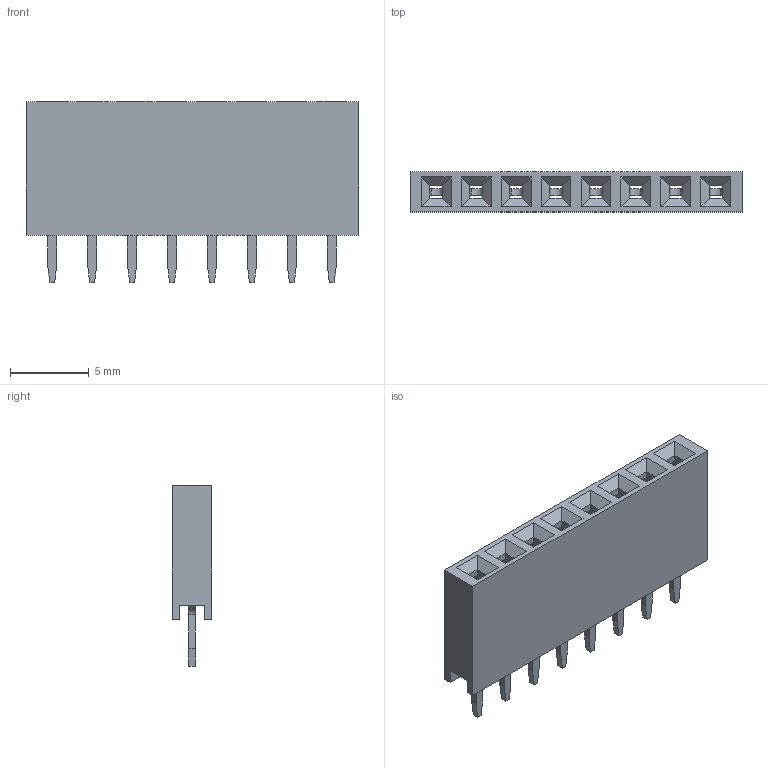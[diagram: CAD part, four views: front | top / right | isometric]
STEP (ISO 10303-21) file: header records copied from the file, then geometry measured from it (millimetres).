
FILE_DESCRIPTION(('STEP AP214'), '1');
FILE_NAME('DS1023-1x5SF11', '2017-07-15T12:29:06', ('Nobody'), (''), 'ASCON STEP Converter 1.3', 'ASCON Math Kernel', '');
FILE_SCHEMA(('AUTOMOTIVE_DESIGN { 1 0 10303 214 3 1 1}'));
Length unit declared in the file: millimetre
Assembly tree (9 placements, depth 2):
  (unnamed)
    (unnamed)
    (unnamed)  x8
Bounding box: 21.12 x 2.54 x 11.5 mm (x, y, z)
Volume: 342.1 mm3; surface area: 1185.7 mm2
Topology: 9 solids, 9 shells, 386 faces, 1096 edges, 720 vertices
Faces by surface type: plane 298, cylinder 88
Entity records: 7979 total; most frequent: CARTESIAN_POINT 1106, ORIENTED_EDGE 1100, DIRECTION 972, EDGE_CURVE 550, LINE 528, VECTOR 528, VERTEX_POINT 356, AXIS2_PLACEMENT_3D 222
